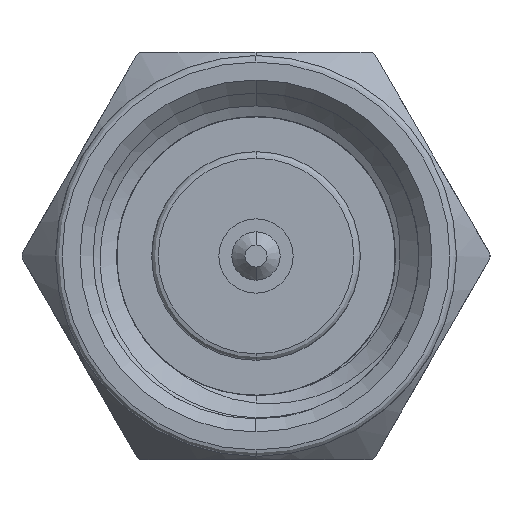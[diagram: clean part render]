
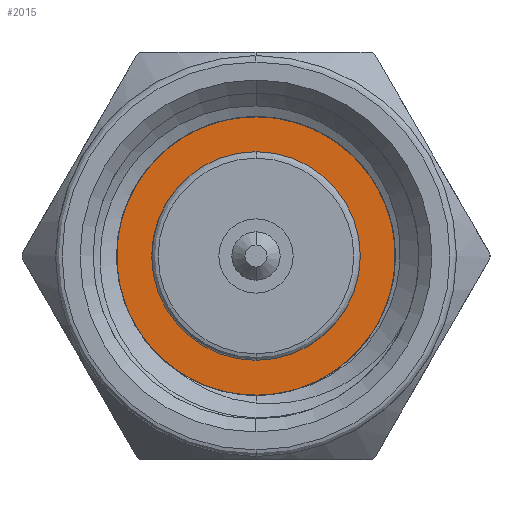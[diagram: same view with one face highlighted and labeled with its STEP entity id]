
A CAD part, left-side view. The second image highlights one B-rep face of the part: STEP entity #2015.
In plain terms, the highlighted planar face has unit normal (-1, 0, 0).
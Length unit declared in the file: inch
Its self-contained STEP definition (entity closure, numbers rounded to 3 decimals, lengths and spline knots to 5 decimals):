
#72 = CARTESIAN_POINT ( 'NONE',  ( 0.15, -0.01118, 0.11249 ) ) ;
#206 = DIRECTION ( 'NONE',  ( -1., 0., 0. ) ) ;
#247 = CARTESIAN_POINT ( 'NONE',  ( 0.15, 0., -0.08 ) ) ;
#559 = CIRCLE ( 'NONE', #1725, 0.08 ) ;
#579 = CARTESIAN_POINT ( 'NONE',  ( 0.15, 0.09065, -0.07158 ) ) ;
#595 = CARTESIAN_POINT ( 'NONE',  ( 0.15, 0.03855, 0.10218 ) ) ;
#623 = CARTESIAN_POINT ( 'NONE',  ( 0.15, 0.00289, -0.1205 ) ) ;
#822 = FACE_OUTER_BOUND ( 'NONE', #7573, .T. ) ;
#1054 = CARTESIAN_POINT ( 'NONE',  ( 0.15, 0.10575, 0.01604 ) ) ;
#1208 = CARTESIAN_POINT ( 'NONE',  ( 0.15, 0.05142, -0.10495 ) ) ;
#1247 = ORIENTED_EDGE ( 'NONE', *, *, #3039, .T. ) ;
#1265 = CARTESIAN_POINT ( 'NONE',  ( 0.15, -0.12081, 0.02072 ) ) ;
#1279 = DIRECTION ( 'NONE',  ( 0., 0., 1. ) ) ;
#1288 = CARTESIAN_POINT ( 'NONE',  ( 0.15, 0., 0.08 ) ) ;
#1359 = ORIENTED_EDGE ( 'NONE', *, *, #6471, .F. ) ;
#1367 = CARTESIAN_POINT ( 'NONE',  ( 0.15, 0.05345, 0.0938 ) ) ;
#1408 = CARTESIAN_POINT ( 'NONE',  ( 0.15, -0.1157, 0.03704 ) ) ;
#1487 = CIRCLE ( 'NONE', #2926, 0.125 ) ;
#1508 = EDGE_CURVE ( 'NONE', #4077, #7016, #559, .T. ) ;
#1586 = ORIENTED_EDGE ( 'NONE', *, *, #1508, .F. ) ;
#1725 = AXIS2_PLACEMENT_3D ( 'NONE', #4130, #6211, #1279 ) ;
#1846 = CARTESIAN_POINT ( 'NONE',  ( 0.15, 0.03068, -0.11435 ) ) ;
#1892 = CARTESIAN_POINT ( 'NONE',  ( 0.15, -0.05291, -0.1122 ) ) ;
#1937 = B_SPLINE_CURVE_WITH_KNOTS ( 'NONE', 3,
 ( #2582, #6018, #5340, #4618, #2417, #1054 ),
 .UNSPECIFIED., .F., .F.,
 ( 4, 2, 4 ),
 ( 0., 0.00108, 0.00217 ),
 .UNSPECIFIED. ) ;
#1954 = CARTESIAN_POINT ( 'NONE',  ( 0.15, -0.12458, -0.00733 ) ) ;
#2015 = ADVANCED_FACE ( 'NONE', ( #822, #4213 ), #6294, .T. ) ;
#2045 = CARTESIAN_POINT ( 'NONE',  ( 0.15, -0.08782, 0.07938 ) ) ;
#2096 = CARTESIAN_POINT ( 'NONE',  ( 0.15, -0.12359, -0.01875 ) ) ;
#2339 = ORIENTED_EDGE ( 'NONE', *, *, #6858, .T. ) ;
#2417 = CARTESIAN_POINT ( 'NONE',  ( 0.15, 0.10361, 0.03011 ) ) ;
#2532 = CARTESIAN_POINT ( 'NONE',  ( 0.15, -0.01409, -0.12033 ) ) ;
#2582 = CARTESIAN_POINT ( 'NONE',  ( 0.15, 0.06247, 0.08682 ) ) ;
#2714 = CARTESIAN_POINT ( 'NONE',  ( 0.15, 0.01167, 0.11102 ) ) ;
#2840 = EDGE_LOOP ( 'NONE', ( #1586, #1359 ) ) ;
#2851 = CARTESIAN_POINT ( 'NONE',  ( 0.15, 0.05808, 0.0905 ) ) ;
#2926 = AXIS2_PLACEMENT_3D ( 'NONE', #8485, #8569, #7108 ) ;
#3039 = EDGE_CURVE ( 'NONE', #5045, #5239, #1937, .T. ) ;
#3168 = AXIS2_PLACEMENT_3D ( 'NONE', #6249, #206, #3483 ) ;
#3326 = CARTESIAN_POINT ( 'NONE',  ( 0.15, 0.03599, -0.1124 ) ) ;
#3432 = CARTESIAN_POINT ( 'NONE',  ( 0.15, -0.11352, 0.04226 ) ) ;
#3483 = DIRECTION ( 'NONE',  ( 0., 0., 1. ) ) ;
#3845 = VERTEX_POINT ( 'NONE', #8022 ) ;
#4003 = CARTESIAN_POINT ( 'NONE',  ( 0.15, -0.01973, -0.11989 ) ) ;
#4016 = CARTESIAN_POINT ( 'NONE',  ( 0.15, -0.11934, 0.02629 ) ) ;
#4077 = VERTEX_POINT ( 'NONE', #247 ) ;
#4105 = CARTESIAN_POINT ( 'NONE',  ( 0.15, 0.10697, -0.02916 ) ) ;
#4130 = CARTESIAN_POINT ( 'NONE',  ( 0.15, 0., 0. ) ) ;
#4159 = CARTESIAN_POINT ( 'NONE',  ( 0.15, -0.02249, 0.11154 ) ) ;
#4213 = FACE_BOUND ( 'NONE', #2840, .T. ) ;
#4525 = ORIENTED_EDGE ( 'NONE', *, *, #8405, .T. ) ;
#4556 = CARTESIAN_POINT ( 'NONE',  ( 0.15, 0.10575, 0.01604 ) ) ;
#4618 = CARTESIAN_POINT ( 'NONE',  ( 0.15, 0.09867, 0.04366 ) ) ;
#4689 = CARTESIAN_POINT ( 'NONE',  ( 0.15, 0.1083, 0.00487 ) ) ;
#4781 = CARTESIAN_POINT ( 'NONE',  ( 0.15, -0.06331, -0.10755 ) ) ;
#4797 = CARTESIAN_POINT ( 'NONE',  ( 0.15, -0.0446, 0.10591 ) ) ;
#4848 = CARTESIAN_POINT ( 'NONE',  ( 0.15, -0.08368, 0.08322 ) ) ;
#4874 = B_SPLINE_CURVE_WITH_KNOTS ( 'NONE', 3,
 ( #2096, #1954, #6149, #1265, #4016, #1408, #3432, #6244, #6105, #2045, #4848, #6827, #8822, #6910, #6777, #4797, #7566, #4159, #72, #2714, #8200, #595, #7529, #1367, #2851, #6585 ),
 .UNSPECIFIED., .F., .F.,
 ( 4, 2, 2, 2, 2, 2, 2, 2, 2, 2, 2, 2, 4 ),
 ( 0., 0.00086, 0.00129, 0.00172, 0.00258, 0.00301, 0.00345, 0.00388, 0.00431, 0.00517, 0.00603, 0.00646, 0.00689 ),
 .UNSPECIFIED. ) ;
#5045 = VERTEX_POINT ( 'NONE', #6190 ) ;
#5239 = VERTEX_POINT ( 'NONE', #7080 ) ;
#5340 = CARTESIAN_POINT ( 'NONE',  ( 0.15, 0.08386, 0.06788 ) ) ;
#5366 = ORIENTED_EDGE ( 'NONE', *, *, #6084, .T. ) ;
#5380 = B_SPLINE_CURVE_WITH_KNOTS ( 'NONE', 3,
 ( #4556, #4689, #8141, #4105, #7510, #579, #6763, #1208, #8049, #3326, #1846, #5417, #623, #2532, #4003, #5965, #8004, #1892, #4781, #8714 ),
 .UNSPECIFIED., .F., .F.,
 ( 4, 2, 2, 2, 2, 2, 2, 2, 2, 4 ),
 ( 0., 0.00086, 0.00172, 0.00344, 0.00388, 0.00431, 0.00517, 0.0056, 0.00603, 0.00689 ),
 .UNSPECIFIED. ) ;
#5417 = CARTESIAN_POINT ( 'NONE',  ( 0.15, 0.01438, -0.11901 ) ) ;
#5529 = CARTESIAN_POINT ( 'NONE',  ( 0.15, 0., 0. ) ) ;
#5577 = DIRECTION ( 'NONE',  ( 0., 0., 1. ) ) ;
#5680 = AXIS2_PLACEMENT_3D ( 'NONE', #5529, #8830, #5577 ) ;
#5965 = CARTESIAN_POINT ( 'NONE',  ( 0.15, -0.031, -0.11822 ) ) ;
#6018 = CARTESIAN_POINT ( 'NONE',  ( 0.15, 0.07402, 0.07851 ) ) ;
#6084 = EDGE_CURVE ( 'NONE', #3845, #7591, #1487, .T. ) ;
#6105 = CARTESIAN_POINT ( 'NONE',  ( 0.15, -0.09936, 0.06701 ) ) ;
#6149 = CARTESIAN_POINT ( 'NONE',  ( 0.15, -0.124, 0.00397 ) ) ;
#6190 = CARTESIAN_POINT ( 'NONE',  ( 0.15, 0.06247, 0.08682 ) ) ;
#6211 = DIRECTION ( 'NONE',  ( -1., 0., 0. ) ) ;
#6244 = CARTESIAN_POINT ( 'NONE',  ( 0.15, -0.10592, 0.05744 ) ) ;
#6249 = CARTESIAN_POINT ( 'NONE',  ( 0.15, 0., 0. ) ) ;
#6294 = PLANE ( 'NONE',  #3168 ) ;
#6389 = CARTESIAN_POINT ( 'NONE',  ( 0.15, -0.12359, -0.01875 ) ) ;
#6471 = EDGE_CURVE ( 'NONE', #7016, #4077, #8384, .T. ) ;
#6585 = CARTESIAN_POINT ( 'NONE',  ( 0.15, 0.06247, 0.08682 ) ) ;
#6763 = CARTESIAN_POINT ( 'NONE',  ( 0.15, 0.07521, -0.0896 ) ) ;
#6777 = CARTESIAN_POINT ( 'NONE',  ( 0.15, -0.05514, 0.10172 ) ) ;
#6827 = CARTESIAN_POINT ( 'NONE',  ( 0.15, -0.07478, 0.09032 ) ) ;
#6858 = EDGE_CURVE ( 'NONE', #7591, #5045, #4874, .T. ) ;
#6910 = CARTESIAN_POINT ( 'NONE',  ( 0.15, -0.06022, 0.09925 ) ) ;
#7016 = VERTEX_POINT ( 'NONE', #1288 ) ;
#7080 = CARTESIAN_POINT ( 'NONE',  ( 0.15, 0.10575, 0.01604 ) ) ;
#7108 = DIRECTION ( 'NONE',  ( 0., 0., 1. ) ) ;
#7510 = CARTESIAN_POINT ( 'NONE',  ( 0.15, 0.10416, -0.04019 ) ) ;
#7529 = CARTESIAN_POINT ( 'NONE',  ( 0.15, 0.0437, 0.09963 ) ) ;
#7566 = CARTESIAN_POINT ( 'NONE',  ( 0.15, -0.03911, 0.10764 ) ) ;
#7573 = EDGE_LOOP ( 'NONE', ( #5366, #2339, #1247, #4525 ) ) ;
#7591 = VERTEX_POINT ( 'NONE', #6389 ) ;
#8004 = CARTESIAN_POINT ( 'NONE',  ( 0.15, -0.03661, -0.11698 ) ) ;
#8022 = CARTESIAN_POINT ( 'NONE',  ( 0.15, -0.07301, -0.10146 ) ) ;
#8049 = CARTESIAN_POINT ( 'NONE',  ( 0.15, 0.04637, -0.1077 ) ) ;
#8141 = CARTESIAN_POINT ( 'NONE',  ( 0.15, 0.10905, -0.00641 ) ) ;
#8200 = CARTESIAN_POINT ( 'NONE',  ( 0.15, 0.02267, 0.10853 ) ) ;
#8384 = CIRCLE ( 'NONE', #5680, 0.08 ) ;
#8405 = EDGE_CURVE ( 'NONE', #5239, #3845, #5380, .T. ) ;
#8485 = CARTESIAN_POINT ( 'NONE',  ( 0.15, 0., 0. ) ) ;
#8569 = DIRECTION ( 'NONE',  ( -1., 0., 0. ) ) ;
#8714 = CARTESIAN_POINT ( 'NONE',  ( 0.15, -0.07301, -0.10146 ) ) ;
#8822 = CARTESIAN_POINT ( 'NONE',  ( 0.15, -0.07003, 0.09357 ) ) ;
#8830 = DIRECTION ( 'NONE',  ( -1., 0., 0. ) ) ;
